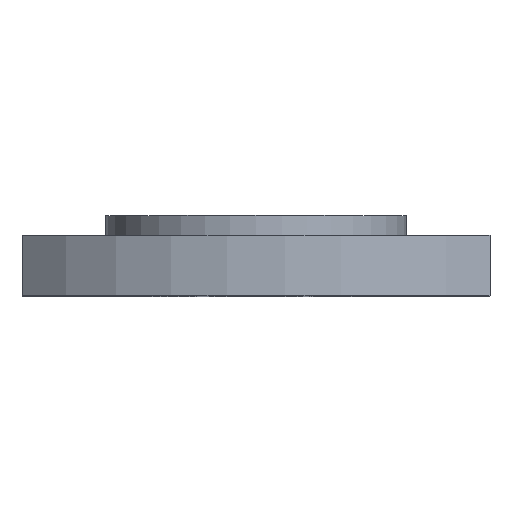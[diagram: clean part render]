
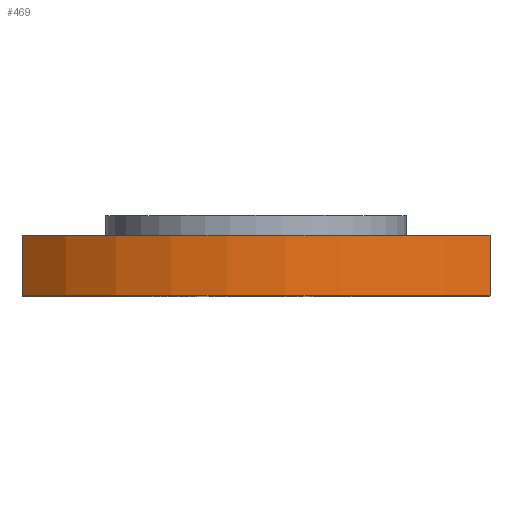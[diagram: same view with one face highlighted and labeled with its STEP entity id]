
A CAD part, top view. The second image highlights one B-rep face of the part: STEP entity #469.
In plain terms, the highlighted cylindrical face has radius 50 mm (diameter 100 mm), a partial arc.
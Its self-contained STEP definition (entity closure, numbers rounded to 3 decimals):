
#113 = DIRECTION ( 'NONE',  ( 0., 0., -1. ) ) ;
#135 = DIRECTION ( 'NONE',  ( 1., 0., 0. ) ) ;
#171 = ORIENTED_EDGE ( 'NONE', *, *, #499, .F. ) ;
#206 = CARTESIAN_POINT ( 'NONE',  ( -35., -35.707, -9. ) ) ;
#403 = CIRCLE ( 'NONE', #866, 50. ) ;
#428 = CARTESIAN_POINT ( 'NONE',  ( 35., -35.707, -9. ) ) ;
#469 = ADVANCED_FACE ( 'NONE', ( #1028 ), #754, .T. ) ;
#499 = EDGE_CURVE ( 'NONE', #1439, #658, #1549, .T. ) ;
#517 = EDGE_CURVE ( 'NONE', #851, #1439, #1462, .T. ) ;
#550 = CARTESIAN_POINT ( 'NONE',  ( 0., 0., 0. ) ) ;
#566 = CARTESIAN_POINT ( 'NONE',  ( -35., -35.707, -9. ) ) ;
#600 = DIRECTION ( 'NONE',  ( 0., 0., 1. ) ) ;
#621 = DIRECTION ( 'NONE',  ( 1., 0., 0. ) ) ;
#658 = VERTEX_POINT ( 'NONE', #206 ) ;
#679 = EDGE_CURVE ( 'NONE', #658, #1251, #714, .T. ) ;
#686 = DIRECTION ( 'NONE',  ( 0., 0., -1. ) ) ;
#689 = DIRECTION ( 'NONE',  ( 1., 0., 0. ) ) ;
#714 = LINE ( 'NONE', #566, #913 ) ;
#747 = VECTOR ( 'NONE', #686, 1000. ) ;
#754 = CYLINDRICAL_SURFACE ( 'NONE', #1338, 50. ) ;
#810 = DIRECTION ( 'NONE',  ( 0., 0., -1. ) ) ;
#851 = VERTEX_POINT ( 'NONE', #1690 ) ;
#866 = AXIS2_PLACEMENT_3D ( 'NONE', #550, #947, #689 ) ;
#913 = VECTOR ( 'NONE', #600, 1000. ) ;
#947 = DIRECTION ( 'NONE',  ( 0., 0., -1. ) ) ;
#1028 = FACE_OUTER_BOUND ( 'NONE', #1568, .T. ) ;
#1065 = CARTESIAN_POINT ( 'NONE',  ( 0., 0., -9. ) ) ;
#1251 = VERTEX_POINT ( 'NONE', #1406 ) ;
#1279 = AXIS2_PLACEMENT_3D ( 'NONE', #1065, #810, #135 ) ;
#1290 = CARTESIAN_POINT ( 'NONE',  ( 0., 0., -9. ) ) ;
#1338 = AXIS2_PLACEMENT_3D ( 'NONE', #1290, #113, #621 ) ;
#1406 = CARTESIAN_POINT ( 'NONE',  ( -35., -35.707, 0. ) ) ;
#1439 = VERTEX_POINT ( 'NONE', #428 ) ;
#1445 = EDGE_CURVE ( 'NONE', #851, #1251, #403, .T. ) ;
#1462 = LINE ( 'NONE', #1489, #747 ) ;
#1489 = CARTESIAN_POINT ( 'NONE',  ( 35., -35.707, -9. ) ) ;
#1518 = ORIENTED_EDGE ( 'NONE', *, *, #1445, .T. ) ;
#1549 = CIRCLE ( 'NONE', #1279, 50. ) ;
#1568 = EDGE_LOOP ( 'NONE', ( #1616, #1518, #1629, #171 ) ) ;
#1616 = ORIENTED_EDGE ( 'NONE', *, *, #517, .F. ) ;
#1629 = ORIENTED_EDGE ( 'NONE', *, *, #679, .F. ) ;
#1690 = CARTESIAN_POINT ( 'NONE',  ( 35., -35.707, 0. ) ) ;
